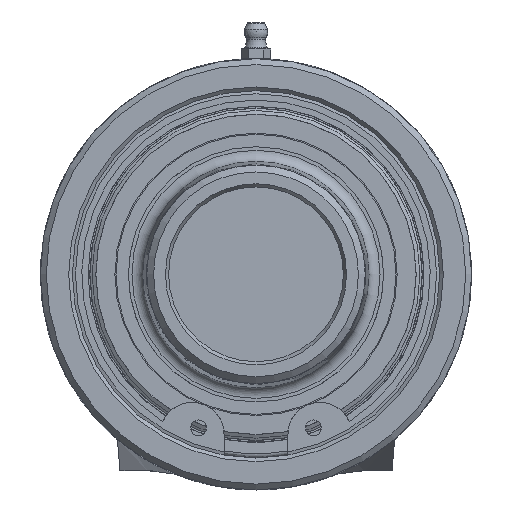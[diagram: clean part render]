
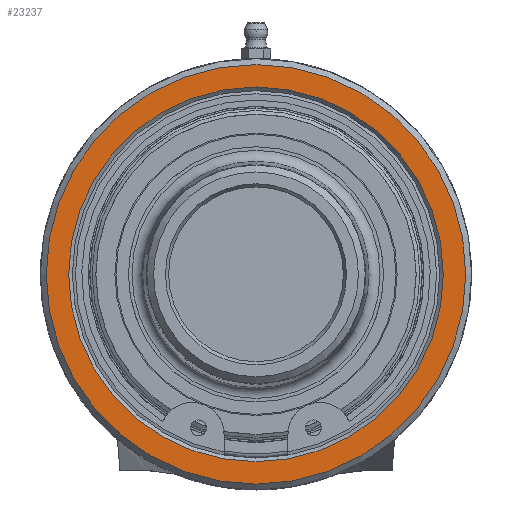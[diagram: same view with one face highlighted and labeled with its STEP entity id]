
A CAD part, left-side view. The second image highlights one B-rep face of the part: STEP entity #23237.
In plain terms, the highlighted planar face has unit normal (-1, 0, 0).
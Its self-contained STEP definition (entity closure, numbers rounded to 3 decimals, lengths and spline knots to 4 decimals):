
#249=FACE_BOUND('',#6713,.T.);
#4019=PLANE('',#24548);
#5279=FACE_OUTER_BOUND('',#6712,.T.);
#6712=EDGE_LOOP('',(#21218));
#6713=EDGE_LOOP('',(#21219));
#8815=CIRCLE('',#24544,2.25);
#8818=CIRCLE('',#24549,2.0094);
#11066=VERTEX_POINT('',#54370);
#11069=VERTEX_POINT('',#54380);
#14473=EDGE_CURVE('',#11066,#11066,#8815,.T.);
#14478=EDGE_CURVE('',#11069,#11069,#8818,.T.);
#21218=ORIENTED_EDGE('',*,*,#14473,.F.);
#21219=ORIENTED_EDGE('',*,*,#14478,.F.);
#23237=ADVANCED_FACE('',(#5279,#249),#4019,.F.);
#24544=AXIS2_PLACEMENT_3D('',#54371,#28365,#28366);
#24548=AXIS2_PLACEMENT_3D('',#54379,#28375,#28376);
#24549=AXIS2_PLACEMENT_3D('',#54381,#28377,#28378);
#28365=DIRECTION('center_axis',(1.,0.,0.));
#28366=DIRECTION('ref_axis',(0.,0.,
1.));
#28375=DIRECTION('center_axis',(1.,0.,0.));
#28376=DIRECTION('ref_axis',(0.,0.,
1.));
#28377=DIRECTION('center_axis',(-1.,0.,0.));
#28378=DIRECTION('ref_axis',(0.,0.,
1.));
#54370=CARTESIAN_POINT('',(2.9154,0.,-2.25));
#54371=CARTESIAN_POINT('Origin',(2.9154,0.,
0.));
#54379=CARTESIAN_POINT('Origin',(2.9154,0.,
-1.314));
#54380=CARTESIAN_POINT('',(2.9154,0.,-2.0094));
#54381=CARTESIAN_POINT('Origin',(2.9154,0.,
0.));
